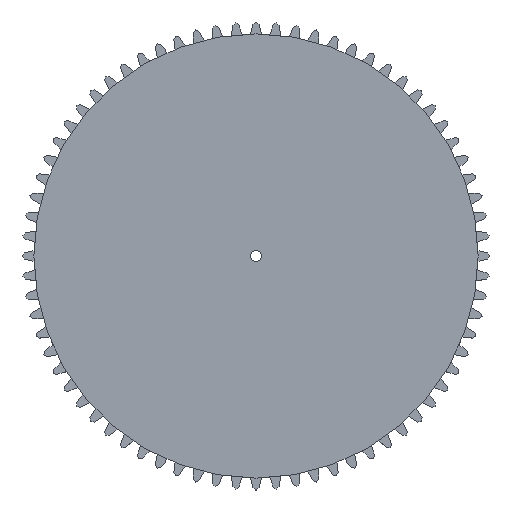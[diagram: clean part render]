
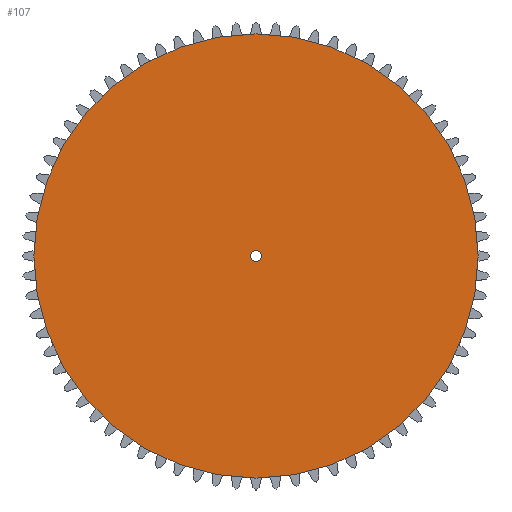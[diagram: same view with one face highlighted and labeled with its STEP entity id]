
A CAD part, top view. The second image highlights one B-rep face of the part: STEP entity #107.
In plain terms, the highlighted planar face has unit normal (0, 0, 1).
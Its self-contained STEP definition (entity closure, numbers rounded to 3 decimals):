
#34=CARTESIAN_POINT('',(-78.,0.,4.));
#35=VERTEX_POINT('',#34);
#42=CARTESIAN_POINT('',(78.,-0.,4.));
#43=VERTEX_POINT('',#42);
#44=CARTESIAN_POINT('',(0.,0.,4.));
#45=DIRECTION('',(0.,0.,1.));
#46=DIRECTION('',(1.,0.,-0.));
#47=AXIS2_PLACEMENT_3D('',#44,#45,#46);
#48=CIRCLE('',#47,78.);
#49=EDGE_CURVE('',#43,#35,#48,.T.);
#51=CARTESIAN_POINT('',(0.,0.,4.));
#52=DIRECTION('',(0.,0.,1.));
#53=DIRECTION('',(1.,0.,-0.));
#54=AXIS2_PLACEMENT_3D('',#51,#52,#53);
#55=CIRCLE('',#54,78.);
#56=EDGE_CURVE('',#35,#43,#55,.T.);
#78=CARTESIAN_POINT('',(0.,0.,4.));
#79=DIRECTION('',(0.,0.,1.));
#80=DIRECTION('',(1.,0.,0.));
#81=AXIS2_PLACEMENT_3D('',#78,#79,#80);
#82=PLANE('',#81);
#83=CARTESIAN_POINT('',(2.,-0.,4.));
#84=VERTEX_POINT('',#83);
#85=CARTESIAN_POINT('',(-2.,0.,4.));
#86=VERTEX_POINT('',#85);
#87=CARTESIAN_POINT('',(0.,0.,4.));
#88=DIRECTION('',(-0.,-0.,-1.));
#89=DIRECTION('',(1.,0.,-0.));
#90=AXIS2_PLACEMENT_3D('',#87,#88,#89);
#91=CIRCLE('',#90,2.);
#92=EDGE_CURVE('',#84,#86,#91,.T.);
#93=ORIENTED_EDGE('',*,*,#92,.T.);
#94=CARTESIAN_POINT('',(0.,0.,4.));
#95=DIRECTION('',(-0.,-0.,-1.));
#96=DIRECTION('',(1.,0.,-0.));
#97=AXIS2_PLACEMENT_3D('',#94,#95,#96);
#98=CIRCLE('',#97,2.);
#99=EDGE_CURVE('',#86,#84,#98,.T.);
#100=ORIENTED_EDGE('',*,*,#99,.T.);
#101=EDGE_LOOP('',(#93,#100));
#102=FACE_BOUND('',#101,.T.);
#103=ORIENTED_EDGE('',*,*,#49,.T.);
#104=ORIENTED_EDGE('',*,*,#56,.T.);
#105=EDGE_LOOP('',(#103,#104));
#106=FACE_BOUND('',#105,.T.);
#107=ADVANCED_FACE('',(#102,#106),#82,.T.);
